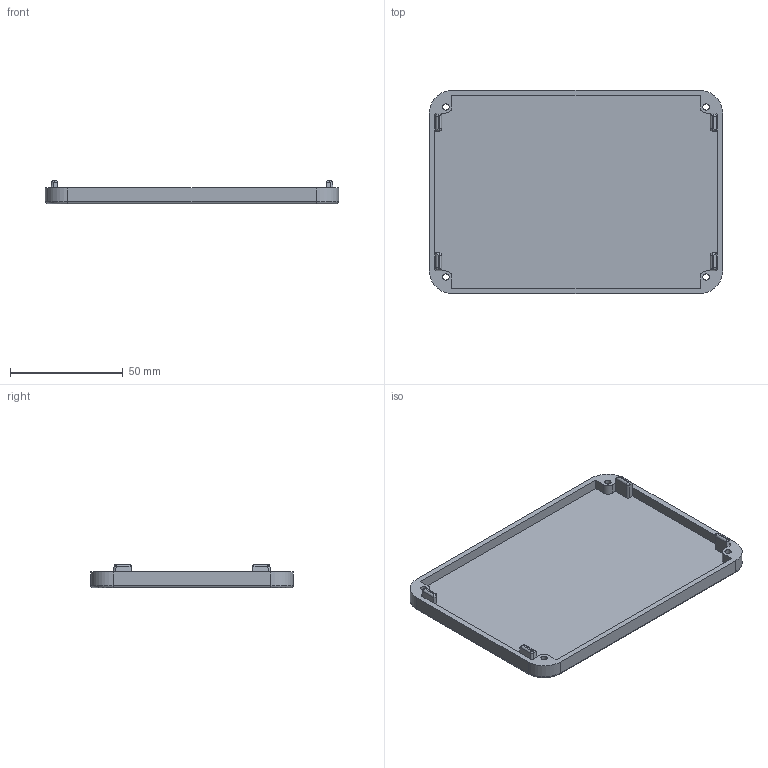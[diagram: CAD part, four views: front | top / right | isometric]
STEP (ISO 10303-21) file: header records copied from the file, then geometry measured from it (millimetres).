
FILE_DESCRIPTION(/* description */ ('STEP AP242','CAx-IF Rec.Pracs.---Representation and Presentation of Product Manufacturing Information (PMI)---4.0---2014-10-13','CAx-IF Rec.Pracs.---3D Tessellated Geometry---0.4---2014-09-14','2;1'),/* implementation_level */ '2;1');
FILE_NAME(/* name */ '63061df4e921c85c90583fe6',/* time_stamp */ '2022-08-24T12:47:48+00:00',/* author */ (''),/* organization */ (''),/* preprocessor_version */ 'ST-DEVELOPER v18.102',/* originating_system */ ' ',/* authorisation */ ' ');
FILE_SCHEMA (('AP242_MANAGED_MODEL_BASED_3D_ENGINEERING_MIM_LF { 1 0 10303 442 1 1 4 }'));
Length unit declared in the file: metre
Products named in the file (1): Bottom
Bounding box: 130 x 90 x 10.4 mm (x, y, z)
Volume: 33601 mm3; surface area: 28309.8 mm2
Topology: 1 solids, 1 shells, 95 faces, 240 edges, 140 vertices
Faces by surface type: cylinder 40, plane 39, sphere 8, torus 4, cone 4
Full cylindrical faces by diameter (mm): 2.8 x4
Entity records: 2760 total; most frequent: DIRECTION 504, CARTESIAN_POINT 460, ORIENTED_EDGE 448, EDGE_CURVE 224, AXIS2_PLACEMENT_3D 184, VERTEX_POINT 140, LINE 136, VECTOR 136
